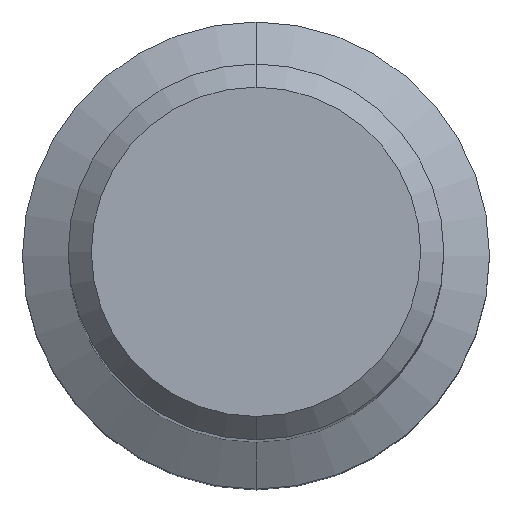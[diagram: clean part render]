
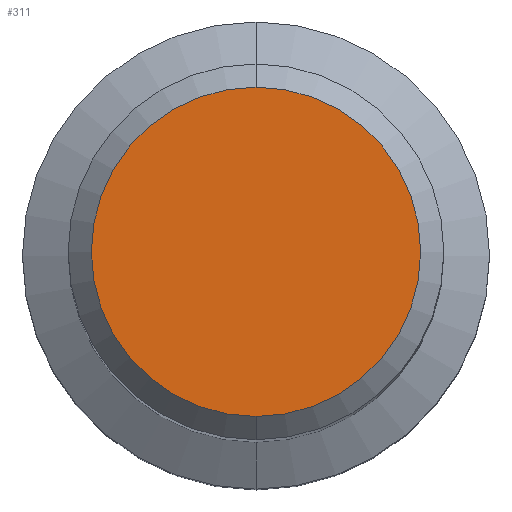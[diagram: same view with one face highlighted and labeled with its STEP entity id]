
A CAD part, top view. The second image highlights one B-rep face of the part: STEP entity #311.
In plain terms, the highlighted planar face has unit normal (0, 0, 1).
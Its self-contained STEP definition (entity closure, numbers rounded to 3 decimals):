
#275=VERTEX_POINT('',#666);
#311=ADVANCED_FACE('',(#703),#704,.T.);
#319=EDGE_CURVE('',#543,#275,#713,.T.);
#421=EDGE_CURVE('',#275,#543,#830,.T.);
#543=VERTEX_POINT('',#966);
#666=CARTESIAN_POINT('',(0.,-8.461,0.0));
#703=FACE_OUTER_BOUND('',#1268,.T.);
#704=PLANE('',#1269);
#713=CIRCLE('',#1283,8.461);
#830=CIRCLE('',#1451,8.461);
#966=CARTESIAN_POINT('',(0.0,8.461,0.0));
#1268=EDGE_LOOP('',(#1916,#1917));
#1269=AXIS2_PLACEMENT_3D('',#1918,#1919,#1920);
#1283=AXIS2_PLACEMENT_3D('',#1931,#1932,#1933);
#1451=AXIS2_PLACEMENT_3D('',#2103,#2104,#2105);
#1916=ORIENTED_EDGE('',*,*,#319,.F.);
#1917=ORIENTED_EDGE('',*,*,#421,.F.);
#1918=CARTESIAN_POINT('',(0.0,4.231,0.0));
#1919=DIRECTION('',(-0.0,0.0,1.0));
#1920=DIRECTION('',(0.0,-1.0,0.0));
#1931=CARTESIAN_POINT('',(0.0,0.0,0.0));
#1932=DIRECTION('',(0.0,0.0,-1.0));
#1933=DIRECTION('',(0.0,1.0,0.0));
#2103=CARTESIAN_POINT('',(0.0,0.0,0.0));
#2104=DIRECTION('',(0.0,0.0,-1.0));
#2105=DIRECTION('',(0.0,1.0,0.0));
